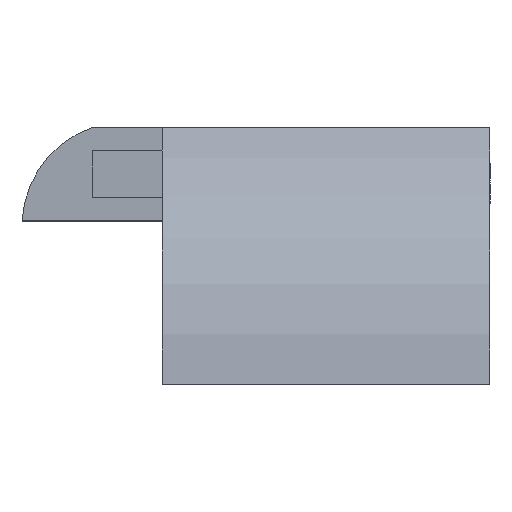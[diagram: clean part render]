
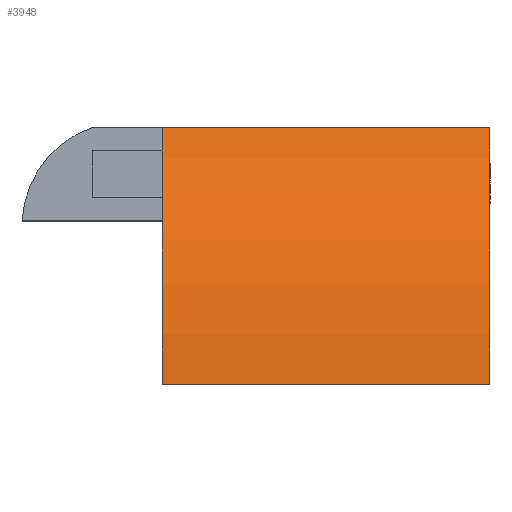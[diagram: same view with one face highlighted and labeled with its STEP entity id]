
A CAD part, top view. The second image highlights one B-rep face of the part: STEP entity #3948.
In plain terms, the highlighted cylindrical face has radius 130 mm (diameter 260 mm), a partial arc.
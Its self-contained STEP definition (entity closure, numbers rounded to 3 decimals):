
#462=FACE_OUTER_BOUND('',#736,.T.);
#736=EDGE_LOOP('',(#3540,#3541,#3542,#3543));
#1057=LINE('',#6949,#1376);
#1059=LINE('',#6953,#1378);
#1376=VECTOR('',#5645,10.);
#1378=VECTOR('',#5649,10.);
#1609=CIRCLE('',#4421,130.);
#1613=CIRCLE('',#4432,130.);
#1927=VERTEX_POINT('',#6924);
#1928=VERTEX_POINT('',#6926);
#1933=VERTEX_POINT('',#6948);
#1934=VERTEX_POINT('',#6952);
#2468=EDGE_CURVE('',#1928,#1927,#1609,.T.);
#2479=EDGE_CURVE('',#1933,#1928,#1057,.T.);
#2481=EDGE_CURVE('',#1934,#1927,#1059,.T.);
#2482=EDGE_CURVE('',#1933,#1934,#1613,.T.);
#3540=ORIENTED_EDGE('',*,*,#2468,.T.);
#3541=ORIENTED_EDGE('',*,*,#2481,.F.);
#3542=ORIENTED_EDGE('',*,*,#2482,.F.);
#3543=ORIENTED_EDGE('',*,*,#2479,.T.);
#3716=CYLINDRICAL_SURFACE('',#4431,130.);
#3948=ADVANCED_FACE('',(#462),#3716,.T.);
#4421=AXIS2_PLACEMENT_3D('',#6927,#5618,#5619);
#4431=AXIS2_PLACEMENT_3D('',#6951,#5647,#5648);
#4432=AXIS2_PLACEMENT_3D('',#6954,#5650,#5651);
#5618=DIRECTION('center_axis',(-1.,0.,0.));
#5619=DIRECTION('ref_axis',(0.,0.843,0.538));
#5645=DIRECTION('',(1.,0.,0.));
#5647=DIRECTION('center_axis',(1.,0.,0.));
#5648=DIRECTION('ref_axis',(0.,0.843,0.538));
#5649=DIRECTION('',(1.,0.,0.));
#5650=DIRECTION('center_axis',(-1.,0.,0.));
#5651=DIRECTION('ref_axis',(0.,0.843,0.538));
#6924=CARTESIAN_POINT('',(0.,40.,0.));
#6926=CARTESIAN_POINT('',(0.,-70.,60.));
#6927=CARTESIAN_POINT('Origin',(0.,-69.545,-69.999));
#6948=CARTESIAN_POINT('',(-140.,-70.,60.));
#6949=CARTESIAN_POINT('',(0.,-70.,60.));
#6951=CARTESIAN_POINT('Origin',(0.,-69.545,-69.999));
#6952=CARTESIAN_POINT('',(-140.,40.,0.));
#6953=CARTESIAN_POINT('',(0.,40.,0.));
#6954=CARTESIAN_POINT('Origin',(-140.,-69.545,-69.999));
